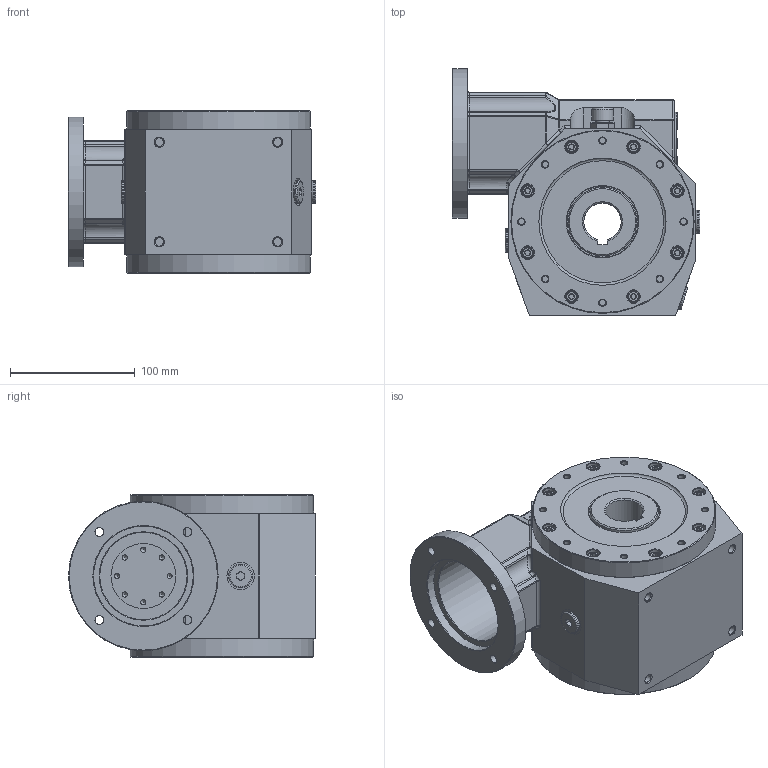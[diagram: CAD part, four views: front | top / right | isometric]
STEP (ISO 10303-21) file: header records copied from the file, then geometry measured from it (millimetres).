
FILE_DESCRIPTION( ( 'Unknown' ), '1' );
FILE_NAME( '3-1KA.stp', 'Unknown', ( 'Unknown' ), ( 'Unknown' ), 'PSStep 13.0', 'Unknown', ' ' );
FILE_SCHEMA( ( 'AUTOMOTIVE_DESIGN { 1 0 10303 214 1 1 1 1 }' ) );
Length unit declared in the file: millimetre
Products named in the file (1): Gehause
Bounding box: 198.5 x 198 x 130 mm (x, y, z)
Volume: 2686940.4 mm3; surface area: 213509 mm2
Topology: 1 solids, 25 shells, 877 faces, 1969 edges, 1204 vertices
Faces by surface type: plane 411, cylinder 177, bspline 131, cone 124, torus 34
Full cylindrical faces by diameter (mm): 4 x8, 4.5 x8, 5 x32, 5.5 x16, 6.8 x4, 7 x4, 8 x8, 8.5 x16, 10 x16, 11 x1, 17 x2, 19 x4, 22 x3, 50 x1, 52 x2, 55 x2, 57 x2, 70 x1, 80 x3, 120 x1, 147 x2
Entity records: 55341 total; most frequent: CARTESIAN_POINT 31963, ORIENTED_EDGE 3114, DIRECTION 2962, EDGE_CURVE 1557, EDGE_LOOP 1318, AXIS2_PLACEMENT_3D 1204, VERTEX_POINT 1121, FACE_OUTER_BOUND 1040
